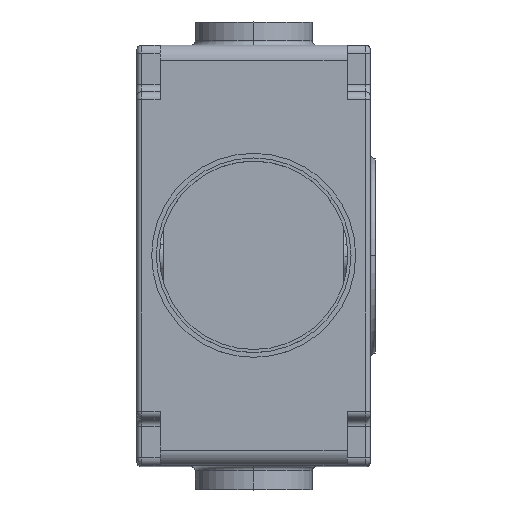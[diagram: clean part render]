
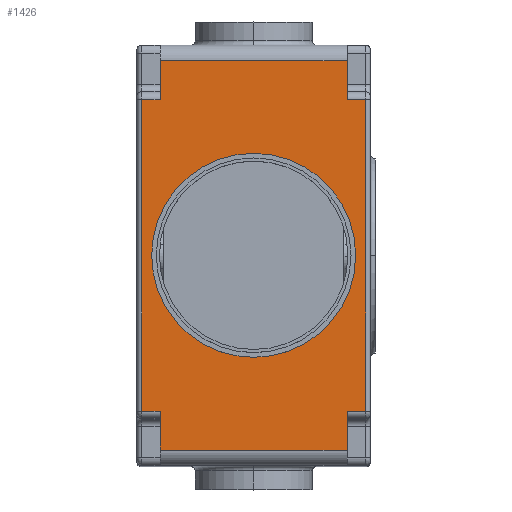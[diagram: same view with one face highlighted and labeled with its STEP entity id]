
A CAD part, top view. The second image highlights one B-rep face of the part: STEP entity #1426.
In plain terms, the highlighted planar face has unit normal (0, 0, 1).
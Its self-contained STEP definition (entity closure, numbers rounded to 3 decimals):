
#23 = ORIENTED_EDGE ( 'NONE', *, *, #1399, .T. ) ;
#122 = VERTEX_POINT ( 'NONE', #2663 ) ;
#151 = EDGE_CURVE ( 'NONE', #122, #223, #2704, .T. ) ;
#223 = VERTEX_POINT ( 'NONE', #2846 ) ;
#1358 = ORIENTED_EDGE ( 'NONE', *, *, #1360, .T. ) ;
#1360 = EDGE_CURVE ( 'NONE', #1400, #1402, #4826, .T. ) ;
#1399 = EDGE_CURVE ( 'NONE', #1411, #1400, #4880, .T. ) ;
#1400 = VERTEX_POINT ( 'NONE', #4872 ) ;
#1402 = VERTEX_POINT ( 'NONE', #4871 ) ;
#1407 = EDGE_LOOP ( 'NONE', ( #1593, #1509 ) ) ;
#1408 = EDGE_CURVE ( 'NONE', #1410, #1411, #4921, .T. ) ;
#1410 = VERTEX_POINT ( 'NONE', #4914 ) ;
#1411 = VERTEX_POINT ( 'NONE', #4913 ) ;
#1426 = ADVANCED_FACE ( 'NONE', ( #4955, #4954 ), #4953, .F. ) ;
#1486 = EDGE_LOOP ( 'NONE', ( #1488, #23, #1358, #1583, #1639, #1716, #1708, #1630, #1577, #1574, #1695, #1640 ) ) ;
#1488 = ORIENTED_EDGE ( 'NONE', *, *, #1408, .T. ) ;
#1509 = ORIENTED_EDGE ( 'NONE', *, *, #1510, .T. ) ;
#1510 = EDGE_CURVE ( 'NONE', #223, #122, #5063, .T. ) ;
#1560 = EDGE_CURVE ( 'NONE', #1606, #1561, #5160, .T. ) ;
#1561 = VERTEX_POINT ( 'NONE', #5156 ) ;
#1574 = ORIENTED_EDGE ( 'NONE', *, *, #1712, .F. ) ;
#1577 = ORIENTED_EDGE ( 'NONE', *, *, #1579, .T. ) ;
#1579 = EDGE_CURVE ( 'NONE', #1663, #1580, #5196, .T. ) ;
#1580 = VERTEX_POINT ( 'NONE', #5192 ) ;
#1583 = ORIENTED_EDGE ( 'NONE', *, *, #1603, .F. ) ;
#1586 = EDGE_CURVE ( 'NONE', #1709, #1663, #5180, .T. ) ;
#1593 = ORIENTED_EDGE ( 'NONE', *, *, #151, .T. ) ;
#1603 = EDGE_CURVE ( 'NONE', #1606, #1402, #5213, .T. ) ;
#1606 = VERTEX_POINT ( 'NONE', #5267 ) ;
#1609 = EDGE_CURVE ( 'NONE', #1717, #1561, #5260, .T. ) ;
#1614 = EDGE_CURVE ( 'NONE', #1410, #1697, #5250, .T. ) ;
#1630 = ORIENTED_EDGE ( 'NONE', *, *, #1586, .T. ) ;
#1639 = ORIENTED_EDGE ( 'NONE', *, *, #1560, .T. ) ;
#1640 = ORIENTED_EDGE ( 'NONE', *, *, #1614, .F. ) ;
#1661 = EDGE_CURVE ( 'NONE', #1717, #1709, #5315, .T. ) ;
#1663 = VERTEX_POINT ( 'NONE', #5311 ) ;
#1695 = ORIENTED_EDGE ( 'NONE', *, *, #1696, .T. ) ;
#1696 = EDGE_CURVE ( 'NONE', #1713, #1697, #5367, .T. ) ;
#1697 = VERTEX_POINT ( 'NONE', #5426 ) ;
#1708 = ORIENTED_EDGE ( 'NONE', *, *, #1661, .T. ) ;
#1709 = VERTEX_POINT ( 'NONE', #5418 ) ;
#1712 = EDGE_CURVE ( 'NONE', #1713, #1580, #5413, .T. ) ;
#1713 = VERTEX_POINT ( 'NONE', #5409 ) ;
#1716 = ORIENTED_EDGE ( 'NONE', *, *, #1609, .F. ) ;
#1717 = VERTEX_POINT ( 'NONE', #5403 ) ;
#2663 = CARTESIAN_POINT ( 'NONE',  ( -62.5, 0., 217.5 ) ) ;
#2703 = AXIS2_PLACEMENT_3D ( 'NONE', #2764, #2763, #2762 ) ;
#2704 = CIRCLE ( 'NONE', #2703, 62.5 ) ;
#2762 = DIRECTION ( 'NONE',  ( -1., 0., 0. ) ) ;
#2763 = DIRECTION ( 'NONE',  ( 0., 0., -1. ) ) ;
#2764 = CARTESIAN_POINT ( 'NONE',  ( 0., 0., 217.5 ) ) ;
#2846 = CARTESIAN_POINT ( 'NONE',  ( 62.5, 0., 217.5 ) ) ;
#4823 = DIRECTION ( 'NONE',  ( 1., 0., 0. ) ) ;
#4824 = VECTOR ( 'NONE', #4823, 1000. ) ;
#4825 = CARTESIAN_POINT ( 'NONE',  ( 75., -100., 217.5 ) ) ;
#4826 = LINE ( 'NONE', #4825, #4824 ) ;
#4871 = CARTESIAN_POINT ( 'NONE',  ( -60., -100., 217.5 ) ) ;
#4872 = CARTESIAN_POINT ( 'NONE',  ( -72., -100., 217.5 ) ) ;
#4873 = DIRECTION ( 'NONE',  ( 0., -1., 0. ) ) ;
#4874 = VECTOR ( 'NONE', #4873, 1000. ) ;
#4875 = CARTESIAN_POINT ( 'NONE',  ( -72., 135., 217.5 ) ) ;
#4880 = LINE ( 'NONE', #4875, #4874 ) ;
#4913 = CARTESIAN_POINT ( 'NONE',  ( -72., 100., 217.5 ) ) ;
#4914 = CARTESIAN_POINT ( 'NONE',  ( -60., 100., 217.5 ) ) ;
#4915 = DIRECTION ( 'NONE',  ( -1., 0., 0. ) ) ;
#4916 = VECTOR ( 'NONE', #4915, 1000. ) ;
#4917 = CARTESIAN_POINT ( 'NONE',  ( 75., 100., 217.5 ) ) ;
#4921 = LINE ( 'NONE', #4917, #4916 ) ;
#4948 = DIRECTION ( 'NONE',  ( 0., 1., 0. ) ) ;
#4949 = DIRECTION ( 'NONE',  ( 0., 0., -1. ) ) ;
#4950 = CARTESIAN_POINT ( 'NONE',  ( 75., 135., 217.5 ) ) ;
#4951 = AXIS2_PLACEMENT_3D ( 'NONE', #4950, #4949, #4948 ) ;
#4953 = PLANE ( 'NONE',  #4951 ) ;
#4954 = FACE_OUTER_BOUND ( 'NONE', #1486, .T. ) ;
#4955 = FACE_BOUND ( 'NONE', #1407, .T. ) ;
#5060 = DIRECTION ( 'NONE',  ( -1., 0., 0. ) ) ;
#5061 = DIRECTION ( 'NONE',  ( 0., 0., -1. ) ) ;
#5062 = AXIS2_PLACEMENT_3D ( 'NONE', #5069, #5061, #5060 ) ;
#5063 = CIRCLE ( 'NONE', #5062, 62.5 ) ;
#5069 = CARTESIAN_POINT ( 'NONE',  ( 0., 0., 217.5 ) ) ;
#5156 = CARTESIAN_POINT ( 'NONE',  ( 60., -125., 217.5 ) ) ;
#5157 = DIRECTION ( 'NONE',  ( 1., 0., 0. ) ) ;
#5158 = VECTOR ( 'NONE', #5157, 1000. ) ;
#5159 = CARTESIAN_POINT ( 'NONE',  ( 75., -125., 217.5 ) ) ;
#5160 = LINE ( 'NONE', #5159, #5158 ) ;
#5179 = CARTESIAN_POINT ( 'NONE',  ( 72., 100., 217.5 ) ) ;
#5180 = LINE ( 'NONE', #5179, #5238 ) ;
#5192 = CARTESIAN_POINT ( 'NONE',  ( 60., 100., 217.5 ) ) ;
#5193 = DIRECTION ( 'NONE',  ( -1., 0., 0. ) ) ;
#5194 = VECTOR ( 'NONE', #5193, 1000. ) ;
#5195 = CARTESIAN_POINT ( 'NONE',  ( 75., 100., 217.5 ) ) ;
#5196 = LINE ( 'NONE', #5195, #5194 ) ;
#5210 = DIRECTION ( 'NONE',  ( 0., 1., 0. ) ) ;
#5211 = VECTOR ( 'NONE', #5210, 1000. ) ;
#5212 = CARTESIAN_POINT ( 'NONE',  ( -60., -135., 217.5 ) ) ;
#5213 = LINE ( 'NONE', #5212, #5211 ) ;
#5237 = DIRECTION ( 'NONE',  ( 0., 1., 0. ) ) ;
#5238 = VECTOR ( 'NONE', #5237, 1000. ) ;
#5247 = DIRECTION ( 'NONE',  ( 0., 1., 0. ) ) ;
#5248 = VECTOR ( 'NONE', #5247, 1000. ) ;
#5249 = CARTESIAN_POINT ( 'NONE',  ( -60., 135., 217.5 ) ) ;
#5250 = LINE ( 'NONE', #5249, #5248 ) ;
#5257 = DIRECTION ( 'NONE',  ( 0., -1., 0. ) ) ;
#5258 = VECTOR ( 'NONE', #5257, 1000. ) ;
#5259 = CARTESIAN_POINT ( 'NONE',  ( 60., -135., 217.5 ) ) ;
#5260 = LINE ( 'NONE', #5259, #5258 ) ;
#5267 = CARTESIAN_POINT ( 'NONE',  ( -60., -125., 217.5 ) ) ;
#5311 = CARTESIAN_POINT ( 'NONE',  ( 72., 100., 217.5 ) ) ;
#5312 = DIRECTION ( 'NONE',  ( 1., 0., 0. ) ) ;
#5313 = VECTOR ( 'NONE', #5312, 1000. ) ;
#5314 = CARTESIAN_POINT ( 'NONE',  ( 75., -100., 217.5 ) ) ;
#5315 = LINE ( 'NONE', #5314, #5313 ) ;
#5367 = LINE ( 'NONE', #5373, #5428 ) ;
#5373 = CARTESIAN_POINT ( 'NONE',  ( 75., 125., 217.5 ) ) ;
#5403 = CARTESIAN_POINT ( 'NONE',  ( 60., -100., 217.5 ) ) ;
#5409 = CARTESIAN_POINT ( 'NONE',  ( 60., 125., 217.5 ) ) ;
#5410 = DIRECTION ( 'NONE',  ( 0., -1., 0. ) ) ;
#5411 = VECTOR ( 'NONE', #5410, 1000. ) ;
#5412 = CARTESIAN_POINT ( 'NONE',  ( 60., 135., 217.5 ) ) ;
#5413 = LINE ( 'NONE', #5412, #5411 ) ;
#5418 = CARTESIAN_POINT ( 'NONE',  ( 72., -100., 217.5 ) ) ;
#5426 = CARTESIAN_POINT ( 'NONE',  ( -60., 125., 217.5 ) ) ;
#5427 = DIRECTION ( 'NONE',  ( -1., 0., 0. ) ) ;
#5428 = VECTOR ( 'NONE', #5427, 1000. ) ;
